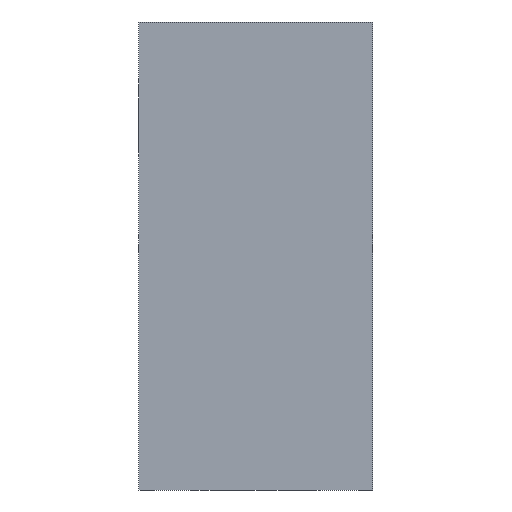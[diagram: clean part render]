
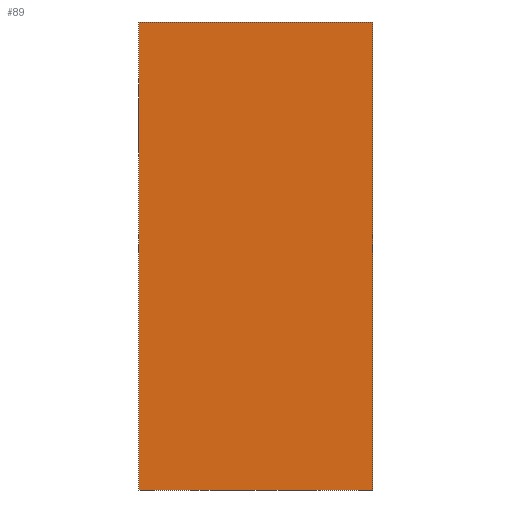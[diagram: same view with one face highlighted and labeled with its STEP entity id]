
A CAD part, front view. The second image highlights one B-rep face of the part: STEP entity #89.
In plain terms, the highlighted planar face has unit normal (0, -1, 0).
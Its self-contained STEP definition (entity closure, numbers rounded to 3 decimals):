
#89 = ADVANCED_FACE( '', ( #145 ), #146, .F. );
#145 = FACE_OUTER_BOUND( '', #228, .T. );
#146 = PLANE( '', #229 );
#228 = EDGE_LOOP( '', ( #343, #344, #345, #346 ) );
#229 = AXIS2_PLACEMENT_3D( '', #347, #348, #349 );
#343 = ORIENTED_EDGE( '', *, *, #451, .F. );
#344 = ORIENTED_EDGE( '', *, *, #452, .F. );
#345 = ORIENTED_EDGE( '', *, *, #453, .F. );
#346 = ORIENTED_EDGE( '', *, *, #454, .F. );
#347 = CARTESIAN_POINT( '', ( 0., 0., 0. ) );
#348 = DIRECTION( '', ( 0., 1., 0. ) );
#349 = DIRECTION( '', ( 0., 0., 1. ) );
#451 = EDGE_CURVE( '', #516, #517, #518, .T. );
#452 = EDGE_CURVE( '', #519, #516, #520, .T. );
#453 = EDGE_CURVE( '', #521, #519, #522, .T. );
#454 = EDGE_CURVE( '', #517, #521, #523, .T. );
#516 = VERTEX_POINT( '', #681 );
#517 = VERTEX_POINT( '', #682 );
#518 = LINE( '', #683, #684 );
#519 = VERTEX_POINT( '', #685 );
#520 = LINE( '', #686, #687 );
#521 = VERTEX_POINT( '', #688 );
#522 = LINE( '', #689, #690 );
#523 = LINE( '', #691, #692 );
#681 = CARTESIAN_POINT( '', ( -8., 0., -16. ) );
#682 = CARTESIAN_POINT( '', ( -8., 0., 16. ) );
#683 = CARTESIAN_POINT( '', ( -8., 0., -16. ) );
#684 = VECTOR( '', #793, 1000. );
#685 = CARTESIAN_POINT( '', ( 8., 0., -16. ) );
#686 = CARTESIAN_POINT( '', ( 8., 0., -16. ) );
#687 = VECTOR( '', #794, 1000. );
#688 = CARTESIAN_POINT( '', ( 8., 0., 16. ) );
#689 = CARTESIAN_POINT( '', ( 8., 0., 16. ) );
#690 = VECTOR( '', #795, 1000. );
#691 = CARTESIAN_POINT( '', ( -8., 0., 16. ) );
#692 = VECTOR( '', #796, 1000. );
#793 = DIRECTION( '', ( 0., 0., 1. ) );
#794 = DIRECTION( '', ( -1., 0., 0. ) );
#795 = DIRECTION( '', ( 0., 0., -1. ) );
#796 = DIRECTION( '', ( 1., 0., 0. ) );
